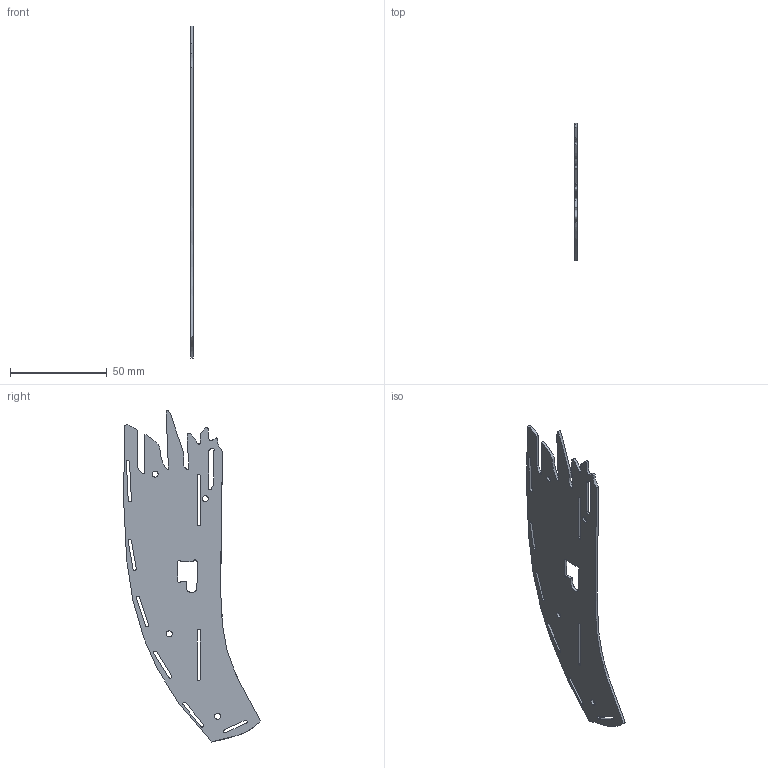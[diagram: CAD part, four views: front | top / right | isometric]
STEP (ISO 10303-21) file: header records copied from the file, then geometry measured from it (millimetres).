
FILE_DESCRIPTION(/* description */ (''),/* implementation_level */ '2;1');
FILE_NAME(/* name */ 'side_ipt_b5f65e83.STEP',/* time_stamp */ '2021-01-13T01:28:04+03:00',/* author */ ('HP'),/* organization */ (''),/* preprocessor_version */ 'ST-DEVELOPER v18.1',/* originating_system */ 'Autodesk Inventor 2021',/* authorisation */ '');
FILE_SCHEMA (('AUTOMOTIVE_DESIGN { 1 0 10303 214 3 1 1 }'));
Length unit declared in the file: millimetre
Products named in the file (1): side
Bounding box: 1.5 x 70.66 x 171.67 mm (x, y, z)
Volume: 9540.6 mm3; surface area: 14222.7 mm2
Topology: 1 solids, 1 shells, 81 faces, 244 edges, 165 vertices
Faces by surface type: plane 36, cylinder 29, bspline 16
Full cylindrical faces by diameter (mm): 3.1 x4
Entity records: 3874 total; most frequent: CARTESIAN_POINT 1599, ORIENTED_EDGE 488, DIRECTION 418, EDGE_CURVE 244, VERTEX_POINT 165, LINE 146, VECTOR 146, AXIS2_PLACEMENT_3D 136
